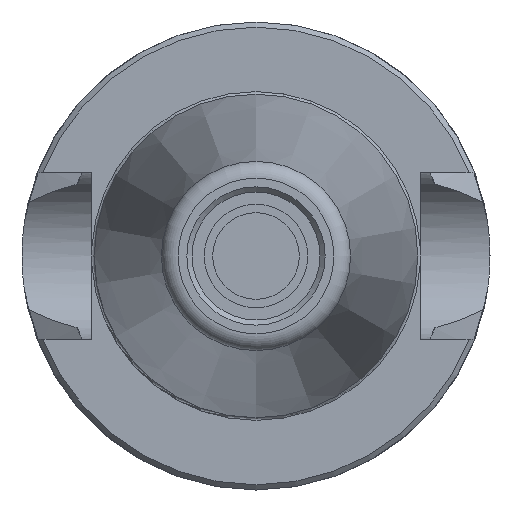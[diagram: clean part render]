
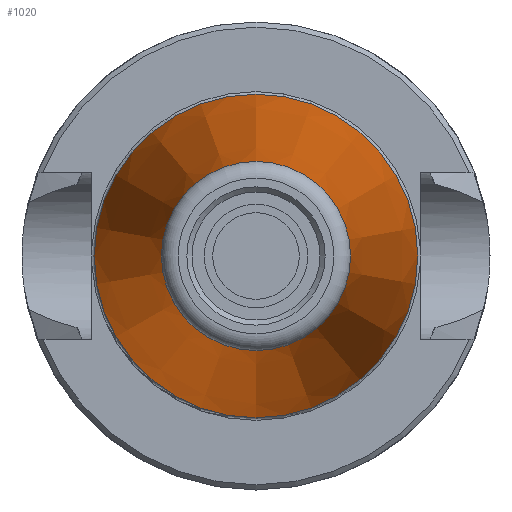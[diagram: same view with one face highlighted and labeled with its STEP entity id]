
A CAD part, left-side view. The second image highlights one B-rep face of the part: STEP entity #1020.
In plain terms, the highlighted conical face has half-angle 7.973 degrees and reference radius 15.875 mm.
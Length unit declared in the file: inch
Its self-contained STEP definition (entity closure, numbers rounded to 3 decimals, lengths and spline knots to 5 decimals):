
#87=CONICAL_SURFACE('',#1153,0.625,0.139);
#134=LINE('',#1742,#188);
#188=VECTOR('',#1404,0.625);
#279=FACE_OUTER_BOUND('',#343,.T.);
#343=EDGE_LOOP('',(#833,#834,#835,#836,#837,#838));
#405=CIRCLE('',#1149,0.36534);
#406=CIRCLE('',#1150,0.36534);
#408=CIRCLE('',#1154,0.625);
#409=CIRCLE('',#1155,0.625);
#485=VERTEX_POINT('',#1730);
#486=VERTEX_POINT('',#1732);
#488=VERTEX_POINT('',#1739);
#489=VERTEX_POINT('',#1740);
#609=EDGE_CURVE('',#485,#486,#405,.T.);
#610=EDGE_CURVE('',#486,#485,#406,.T.);
#612=EDGE_CURVE('',#488,#489,#408,.T.);
#613=EDGE_CURVE('',#489,#486,#134,.T.);
#614=EDGE_CURVE('',#489,#488,#409,.T.);
#833=ORIENTED_EDGE('',*,*,#612,.T.);
#834=ORIENTED_EDGE('',*,*,#613,.T.);
#835=ORIENTED_EDGE('',*,*,#609,.F.);
#836=ORIENTED_EDGE('',*,*,#610,.F.);
#837=ORIENTED_EDGE('',*,*,#613,.F.);
#838=ORIENTED_EDGE('',*,*,#614,.T.);
#1020=ADVANCED_FACE('',(#279),#87,.T.);
#1149=AXIS2_PLACEMENT_3D('',#1733,#1392,#1393);
#1150=AXIS2_PLACEMENT_3D('',#1734,#1394,#1395);
#1153=AXIS2_PLACEMENT_3D('',#1738,#1400,#1401);
#1154=AXIS2_PLACEMENT_3D('',#1741,#1402,#1403);
#1155=AXIS2_PLACEMENT_3D('',#1743,#1405,#1406);
#1392=DIRECTION('center_axis',(-1.,0.,0.));
#1393=DIRECTION('ref_axis',(0.,0.,-1.));
#1394=DIRECTION('center_axis',(-1.,0.,0.));
#1395=DIRECTION('ref_axis',(0.,0.,-1.));
#1400=DIRECTION('center_axis',(1.,0.,0.));
#1401=DIRECTION('ref_axis',(0.,0.,-1.));
#1402=DIRECTION('center_axis',(-1.,0.,0.));
#1403=DIRECTION('ref_axis',(0.,0.,1.));
#1404=DIRECTION('',(-0.99,0.,-0.139));
#1405=DIRECTION('center_axis',(-1.,0.,0.));
#1406=DIRECTION('ref_axis',(0.,0.,1.));
#1730=CARTESIAN_POINT('',(-1.85402,0.,-0.36534));
#1732=CARTESIAN_POINT('',(-1.85402,0.,0.36534));
#1733=CARTESIAN_POINT('Origin',(-1.85402,0.,0.));
#1734=CARTESIAN_POINT('Origin',(-1.85402,0.,0.));
#1738=CARTESIAN_POINT('Origin',(0.,0.,0.));
#1739=CARTESIAN_POINT('',(0.,0.,-0.625));
#1740=CARTESIAN_POINT('',(0.,0.,0.625));
#1741=CARTESIAN_POINT('Origin',(0.,0.,0.));
#1742=CARTESIAN_POINT('',(0.,0.,0.625));
#1743=CARTESIAN_POINT('Origin',(0.,0.,0.));
